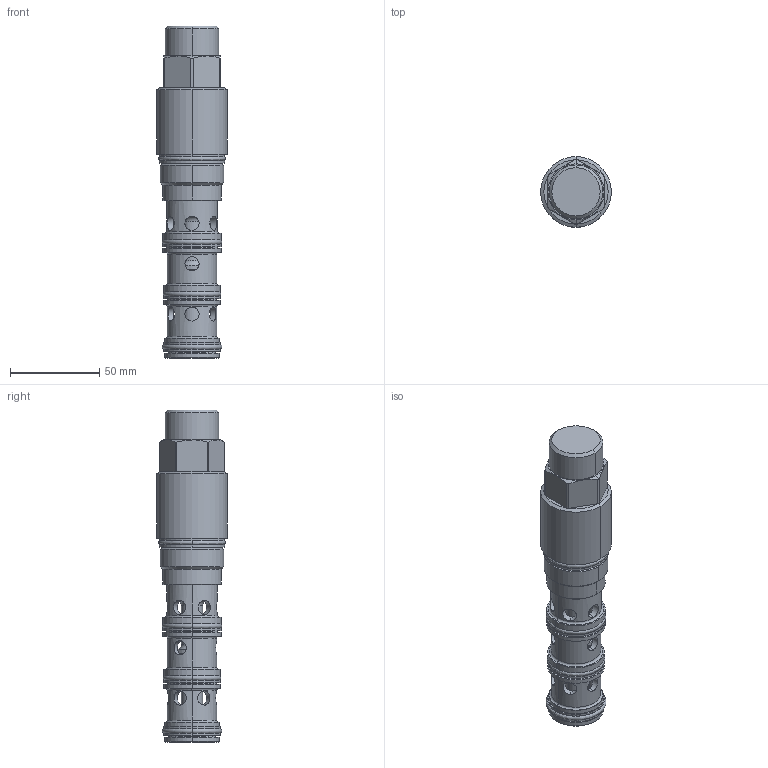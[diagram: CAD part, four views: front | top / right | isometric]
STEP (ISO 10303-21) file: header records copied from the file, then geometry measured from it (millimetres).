
FILE_DESCRIPTION((''),'2;1');
FILE_NAME('DSGO-XCN_PRT','2009-05-22T',('Administrator'),(''),'PRO/ENGINEER BY PARAMETRIC TECHNOLOGY CORPORATION, 2006240','PRO/ENGINEER BY PARAMETRIC TECHNOLOGY CORPORATION, 2006240','');
FILE_SCHEMA(('CONFIG_CONTROL_DESIGN'));
Length unit declared in the file: inch
Products named in the file (1): DSGO-XCN_PRT
Bounding box: 39.6 x 39.6 x 186.18 mm (x, y, z)
Volume: 140884.9 mm3; surface area: 37663.8 mm2
Topology: 6 solids, 13 shells, 345 faces, 754 edges, 449 vertices
Faces by surface type: cylinder 149, torus 90, plane 62, cone 28, revolution 16
Entity records: 11339 total; most frequent: CARTESIAN_POINT 3515, DIRECTION 1766, ORIENTED_EDGE 1504, AXIS2_PLACEMENT_3D 785, EDGE_CURVE 752, CIRCLE 456, VERTEX_POINT 449, EDGE_LOOP 421
